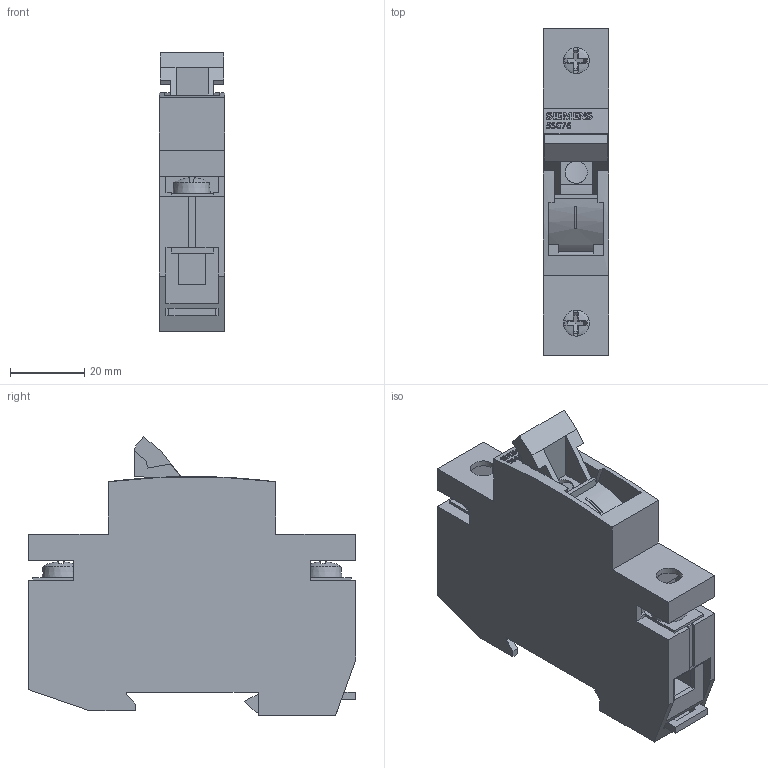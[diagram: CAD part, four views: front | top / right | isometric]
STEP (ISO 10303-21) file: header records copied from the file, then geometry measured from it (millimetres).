
FILE_DESCRIPTION(/* description */ (''),/* implementation_level */ '2;1');
FILE_NAME(/* name */ '5SG7611-0KK..._3D_v.stp',/* time_stamp */ '2024-09-11T10:39:51+02:00',/* author */ (''),/* organization */ (''),/* preprocessor_version */ 'ST-DEVELOPER v18.101',/* originating_system */ 'SIEMENS PLM Software NX 2007',/* authorisation */ '');
FILE_SCHEMA (('AUTOMOTIVE_DESIGN { 1 0 10303 214 3 1 1 1 }'));
Length unit declared in the file: millimetre
Products named in the file (1): 5SG7611-0KK..._3D_v
Bounding box: 17.6 x 88 x 74.88 mm (x, y, z)
Volume: 72031.7 mm3; surface area: 19788.9 mm2
Topology: 1 solids, 1 shells, 368 faces, 1026 edges, 670 vertices
Faces by surface type: plane 328, extrusion 19, cylinder 15, sphere 4, cone 2
Full cylindrical faces by diameter (mm): 6 x1, 7 x2
Entity records: 14545 total; most frequent: CARTESIAN_POINT 3229, ORIENTED_EDGE 2042, DIRECTION 1809, EDGE_CURVE 1021, VECTOR 861, LINE 842, VERTEX_POINT 668, AXIS2_PLACEMENT_3D 474
